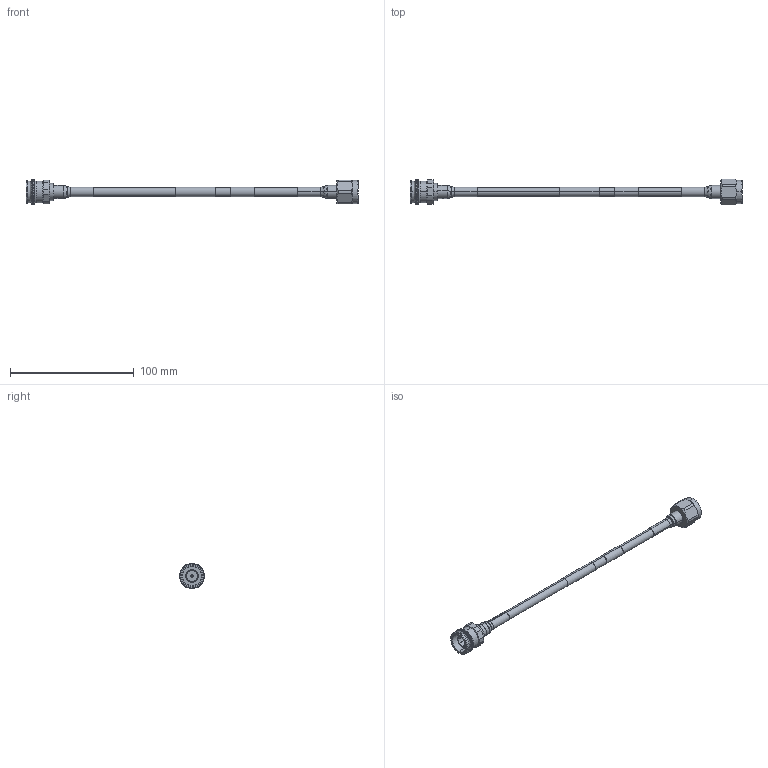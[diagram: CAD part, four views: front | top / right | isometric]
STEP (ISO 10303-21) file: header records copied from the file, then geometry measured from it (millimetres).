
FILE_DESCRIPTION (( 'STEP AP214' ), '1' );
FILE_NAME ('FMCA1767_3D.step', '2025-07-24T19:31:41', ( '' ), ( '' ), 'SwSTEP 2.0', 'SolidWorks 2022', '' );
FILE_SCHEMA (( 'AUTOMOTIVE_DESIGN' ));
Length unit declared in the file: inch
Products named in the file (9): FMCN1442; Copy of PE45427 Contact^FMCN1442; Copy of Gasket^FMCN1442; Copy of PE45427 BODY^FMCN1442; Heat Shrink^FMCA1767_Config 1; FMCN1432_默认; Coax Cable^FMCA1767_LABEL+PE PIM; Copy of Insulation^FMCN1442; FMCA1767_3D
Assembly tree (9 placements, depth 3):
  FMCA1767_3D
    Coax Cable^FMCA1767_LABEL+PE PIM
    FMCN1432_默认
    FMCN1442
      Copy of PE45427 BODY^FMCN1442
      Copy of PE45427 Contact^FMCN1442
      Copy of Insulation^FMCN1442
      Copy of Gasket^FMCN1442
    Heat Shrink^FMCA1767_Config 1  x2
Bounding box: 268.16 x 20.89 x 19.98 mm (x, y, z)
Volume: 17598.8 mm3; surface area: 15628.8 mm2
Topology: 9 solids, 9 shells, 297 faces, 705 edges, 440 vertices
Faces by surface type: cylinder 121, plane 102, cone 48, torus 20, bspline 6
Entity records: 11094 total; most frequent: CARTESIAN_POINT 4226, DIRECTION 1374, ORIENTED_EDGE 1318, EDGE_CURVE 659, AXIS2_PLACEMENT_3D 569, VERTEX_POINT 416, EDGE_LOOP 307, CIRCLE 287
